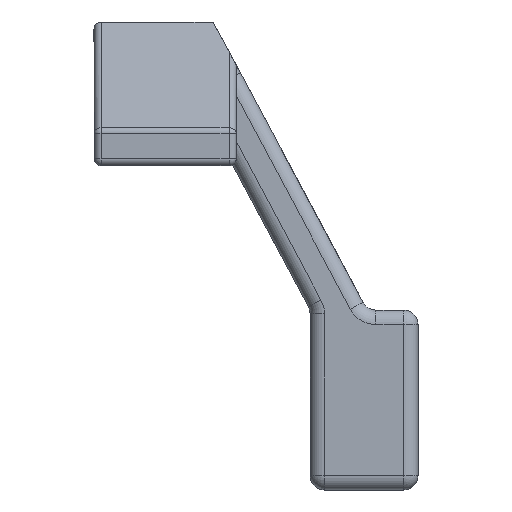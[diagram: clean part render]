
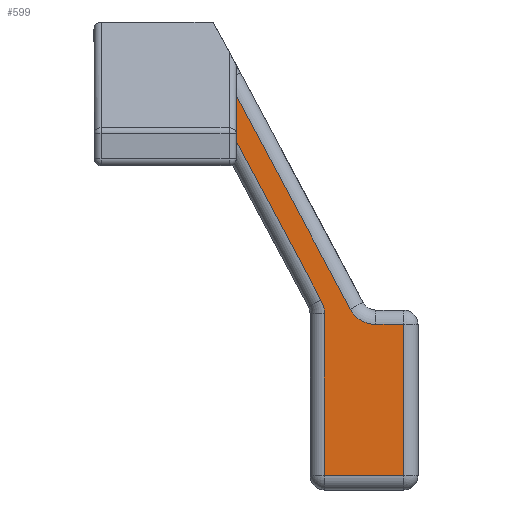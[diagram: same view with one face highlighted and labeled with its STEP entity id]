
A CAD part, left-side view. The second image highlights one B-rep face of the part: STEP entity #599.
In plain terms, the highlighted planar face has unit normal (-1, 0, 0).
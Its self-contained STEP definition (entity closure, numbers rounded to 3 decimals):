
#111 = CARTESIAN_POINT ( 'NONE',  ( -32.5, 3.091, 27.358 ) ) ;
#176 = CARTESIAN_POINT ( 'NONE',  ( -32.5, 5.5, 24.499 ) ) ;
#201 = CIRCLE ( 'NONE', #302, 4. ) ;
#249 = CARTESIAN_POINT ( 'NONE',  ( -32.5, 5.5, 25. ) ) ;
#272 = ORIENTED_EDGE ( 'NONE', *, *, #2423, .T. ) ;
#302 = AXIS2_PLACEMENT_3D ( 'NONE', #2597, #2385, #2580 ) ;
#320 = ORIENTED_EDGE ( 'NONE', *, *, #1870, .T. ) ;
#342 = EDGE_CURVE ( 'NONE', #2521, #577, #2842, .T. ) ;
#352 = EDGE_CURVE ( 'NONE', #670, #2417, #683, .T. ) ;
#367 = CARTESIAN_POINT ( 'NONE',  ( -32.5, 7.5, 2. ) ) ;
#383 = LINE ( 'NONE', #1288, #814 ) ;
#393 = DIRECTION ( 'NONE',  ( 0., -1., 0. ) ) ;
#466 = VECTOR ( 'NONE', #393, 1000. ) ;
#483 = CARTESIAN_POINT ( 'NONE',  ( -32.5, -1.636, 23. ) ) ;
#525 = CARTESIAN_POINT ( 'NONE',  ( -32.5, -1.636, 23. ) ) ;
#577 = VERTEX_POINT ( 'NONE', #1614 ) ;
#587 = ORIENTED_EDGE ( 'NONE', *, *, #352, .T. ) ;
#599 = ADVANCED_FACE ( 'NONE', ( #796 ), #2173, .F. ) ;
#604 = VERTEX_POINT ( 'NONE', #1262 ) ;
#639 = EDGE_CURVE ( 'NONE', #1516, #2123, #201, .T. ) ;
#654 = EDGE_CURVE ( 'NONE', #577, #1237, #383, .T. ) ;
#670 = VERTEX_POINT ( 'NONE', #176 ) ;
#683 = LINE ( 'NONE', #249, #1477 ) ;
#796 = FACE_OUTER_BOUND ( 'NONE', #2587, .T. ) ;
#814 = VECTOR ( 'NONE', #2189, 1000. ) ;
#836 = DIRECTION ( 'NONE',  ( 1., 0., 0. ) ) ;
#842 = VECTOR ( 'NONE', #1205, 1000. ) ;
#882 = DIRECTION ( 'NONE',  ( 0., 0., -1. ) ) ;
#966 = ORIENTED_EDGE ( 'NONE', *, *, #654, .T. ) ;
#993 = CARTESIAN_POINT ( 'NONE',  ( -32.5, 5.5, 2. ) ) ;
#1050 = CARTESIAN_POINT ( 'NONE',  ( -32.5, -5.5, 23. ) ) ;
#1121 = VECTOR ( 'NONE', #1414, 1000. ) ;
#1171 = LINE ( 'NONE', #1446, #842 ) ;
#1188 = DIRECTION ( 'NONE',  ( 0., 1., 0. ) ) ;
#1205 = DIRECTION ( 'NONE',  ( 0., 0., 1. ) ) ;
#1220 = CARTESIAN_POINT ( 'NONE',  ( -32.5, 25.68, 57. ) ) ;
#1230 = LINE ( 'NONE', #111, #2200 ) ;
#1237 = VERTEX_POINT ( 'NONE', #1705 ) ;
#1262 = CARTESIAN_POINT ( 'NONE',  ( -32.5, -5.5, 2. ) ) ;
#1272 = CARTESIAN_POINT ( 'NONE',  ( -32.5, 7.5, 25. ) ) ;
#1288 = CARTESIAN_POINT ( 'NONE',  ( -32.5, 5.736, 25.943 ) ) ;
#1414 = DIRECTION ( 'NONE',  ( 0., 1., 0. ) ) ;
#1446 = CARTESIAN_POINT ( 'NONE',  ( -32.5, -5.5, 25. ) ) ;
#1477 = VECTOR ( 'NONE', #882, 1000. ) ;
#1500 = LINE ( 'NONE', #367, #466 ) ;
#1516 = VERTEX_POINT ( 'NONE', #483 ) ;
#1614 = CARTESIAN_POINT ( 'NONE',  ( -32.5, 22.342, 57. ) ) ;
#1630 = LINE ( 'NONE', #525, #1121 ) ;
#1632 = ORIENTED_EDGE ( 'NONE', *, *, #2346, .T. ) ;
#1665 = CARTESIAN_POINT ( 'NONE',  ( -32.5, 9.5, 24.499 ) ) ;
#1705 = CARTESIAN_POINT ( 'NONE',  ( -32.5, 5.973, 26.385 ) ) ;
#1828 = DIRECTION ( 'NONE',  ( 1., 0., 0. ) ) ;
#1859 = CARTESIAN_POINT ( 'NONE',  ( -32.5, 18.94, 57. ) ) ;
#1870 = EDGE_CURVE ( 'NONE', #2123, #2521, #1230, .T. ) ;
#2014 = CIRCLE ( 'NONE', #2353, 4. ) ;
#2087 = AXIS2_PLACEMENT_3D ( 'NONE', #1272, #836, #2148 ) ;
#2088 = VECTOR ( 'NONE', #1188, 1000. ) ;
#2123 = VERTEX_POINT ( 'NONE', #2756 ) ;
#2147 = EDGE_CURVE ( 'NONE', #604, #2553, #1171, .T. ) ;
#2148 = DIRECTION ( 'NONE',  ( 0., 0., -1. ) ) ;
#2173 = PLANE ( 'NONE',  #2087 ) ;
#2189 = DIRECTION ( 'NONE',  ( 0., -0.472, -0.882 ) ) ;
#2200 = VECTOR ( 'NONE', #2377, 1000. ) ;
#2302 = ORIENTED_EDGE ( 'NONE', *, *, #2147, .T. ) ;
#2346 = EDGE_CURVE ( 'NONE', #2417, #604, #1500, .T. ) ;
#2353 = AXIS2_PLACEMENT_3D ( 'NONE', #1665, #1828, #2575 ) ;
#2377 = DIRECTION ( 'NONE',  ( 0., 0.472, 0.882 ) ) ;
#2385 = DIRECTION ( 'NONE',  ( 1., 0., 0. ) ) ;
#2417 = VERTEX_POINT ( 'NONE', #993 ) ;
#2423 = EDGE_CURVE ( 'NONE', #1237, #670, #2014, .T. ) ;
#2457 = ORIENTED_EDGE ( 'NONE', *, *, #639, .T. ) ;
#2493 = ORIENTED_EDGE ( 'NONE', *, *, #342, .T. ) ;
#2521 = VERTEX_POINT ( 'NONE', #1859 ) ;
#2553 = VERTEX_POINT ( 'NONE', #1050 ) ;
#2557 = ORIENTED_EDGE ( 'NONE', *, *, #2929, .T. ) ;
#2575 = DIRECTION ( 'NONE',  ( 0., 0., -1. ) ) ;
#2580 = DIRECTION ( 'NONE',  ( 0., 0., -1. ) ) ;
#2587 = EDGE_LOOP ( 'NONE', ( #2302, #2557, #2457, #320, #2493, #966, #272, #587, #1632 ) ) ;
#2597 = CARTESIAN_POINT ( 'NONE',  ( -32.5, -1.636, 27. ) ) ;
#2756 = CARTESIAN_POINT ( 'NONE',  ( -32.5, 1.891, 25.114 ) ) ;
#2842 = LINE ( 'NONE', #1220, #2088 ) ;
#2929 = EDGE_CURVE ( 'NONE', #2553, #1516, #1630, .T. ) ;
